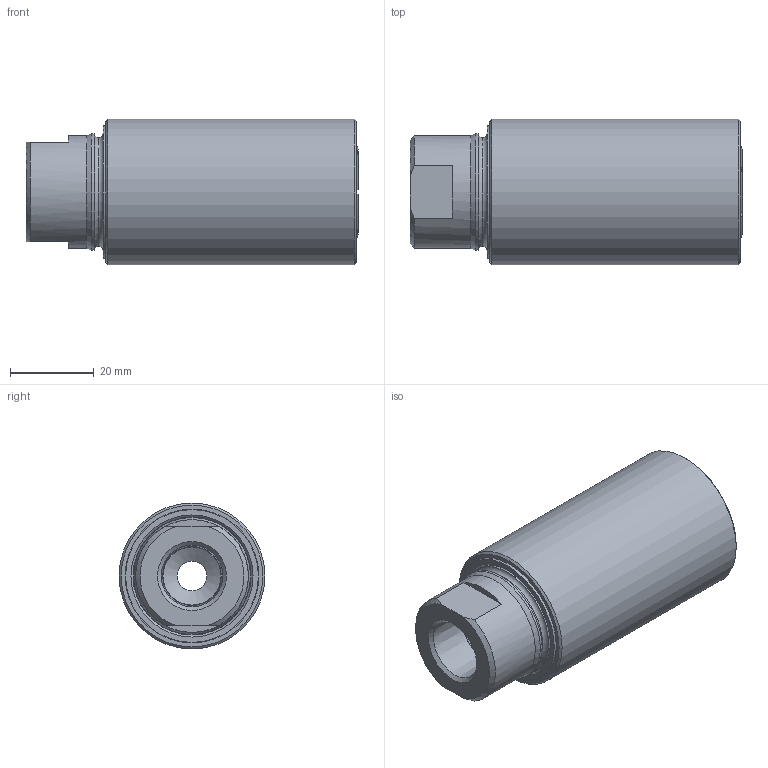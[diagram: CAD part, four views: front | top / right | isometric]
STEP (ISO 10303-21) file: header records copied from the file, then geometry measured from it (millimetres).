
FILE_DESCRIPTION(/* description */ (''),/* implementation_level */ '2;1');
FILE_NAME(/* name */ '60G-A06.stp',/* time_stamp */ '2013-10-21T09:37:46-05:00',/* author */ ('scottg'),/* organization */ ('FasTest,Inc.'),/* preprocessor_version */ 'ST-DEVELOPER v15.2',/* originating_system */ 'Autodesk Inventor 2014',/* authorisation */ '');
FILE_SCHEMA (('AUTOMOTIVE_DESIGN { 1 0 10303 214 3 1 1 }'));
Length unit declared in the file: inch
Products named in the file (1): 60G-A06
Bounding box: 79.45 x 34.92 x 34.92 mm (x, y, z)
Volume: 59722 mm3; surface area: 15078.8 mm2
Topology: 1 solids, 2 shells, 104 faces, 254 edges, 161 vertices
Faces by surface type: plane 38, cone 33, cylinder 29, torus 4
Full cylindrical faces by diameter (mm): 7.112 x1, 13.894 x1, 21.819 x1, 26.975 x1, 27.991 x2, 28.194 x1, 31.064 x1, 31.801 x1, 32.004 x1, 34.925 x1
Entity records: 2859 total; most frequent: CARTESIAN_POINT 561, DIRECTION 492, ORIENTED_EDGE 444, EDGE_CURVE 221, AXIS2_PLACEMENT_3D 206, VERTEX_POINT 155, EDGE_LOOP 142, ADVANCED_FACE 104
